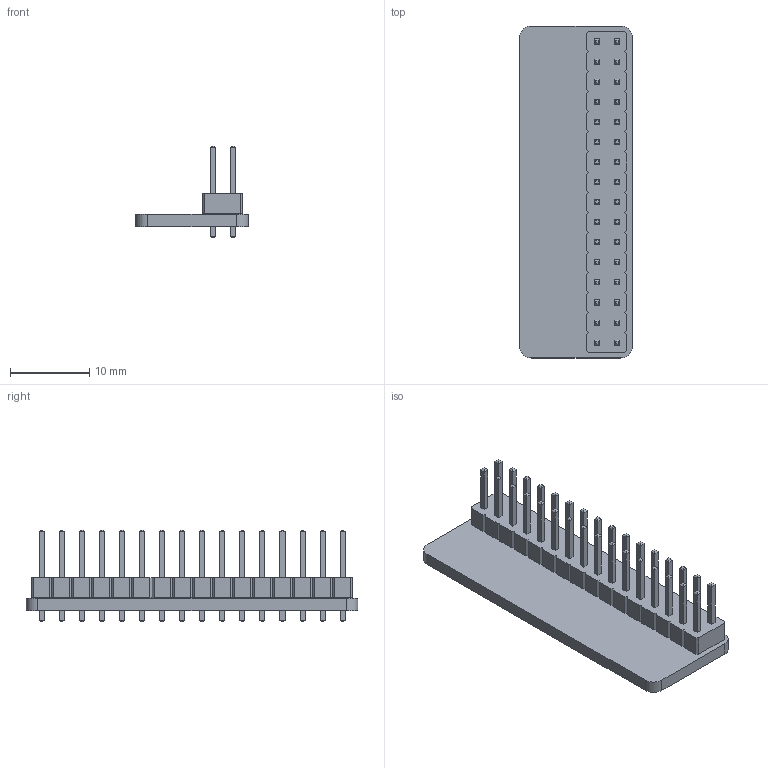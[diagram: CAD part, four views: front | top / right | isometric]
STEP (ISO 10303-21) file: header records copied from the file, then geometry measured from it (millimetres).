
FILE_DESCRIPTION(('KiCad electronic assembly'),'2;1');
FILE_NAME('feather_mimxrt1062_breakout.step','2020-02-22T21:42:17',( 'An Author'),('A Company'),'Open CASCADE STEP processor 6.9', 'KiCad to STEP converter','Unknown');
FILE_SCHEMA(('AUTOMOTIVE_DESIGN { 1 0 10303 214 1 1 1 1 }'));
Length unit declared in the file: millimetre
Products named in the file (4): Open CASCADE STEP translator 6.9 1; PinHeader_2x16_P2.54mm_Vertical; SOLID; COMPOUND
Assembly tree (3 placements, depth 3):
  Open CASCADE STEP translator 6.9 1
    PinHeader_2x16_P2.54mm_Vertical
      SOLID
    COMPOUND
Bounding box: 14.25 x 42 x 11.54 mm (x, y, z)
Volume: 1549.7 mm3; surface area: 2854.4 mm2
Topology: 2 solids, 2 shells, 718 faces, 1694 edges, 1044 vertices
Faces by surface type: bspline 676, cylinder 36, plane 6
Full cylindrical faces by diameter (mm): 1 x32
Entity records: 42146 total; most frequent: CARTESIAN_POINT 13598, B_SPLINE_CURVE_WITH_KNOTS 4722, ORIENTED_EDGE 3388, PCURVE 3388, DEFINITIONAL_REPRESENTATION 3388, EDGE_CURVE 1694, SURFACE_CURVE 1662, VERTEX_POINT 1044
